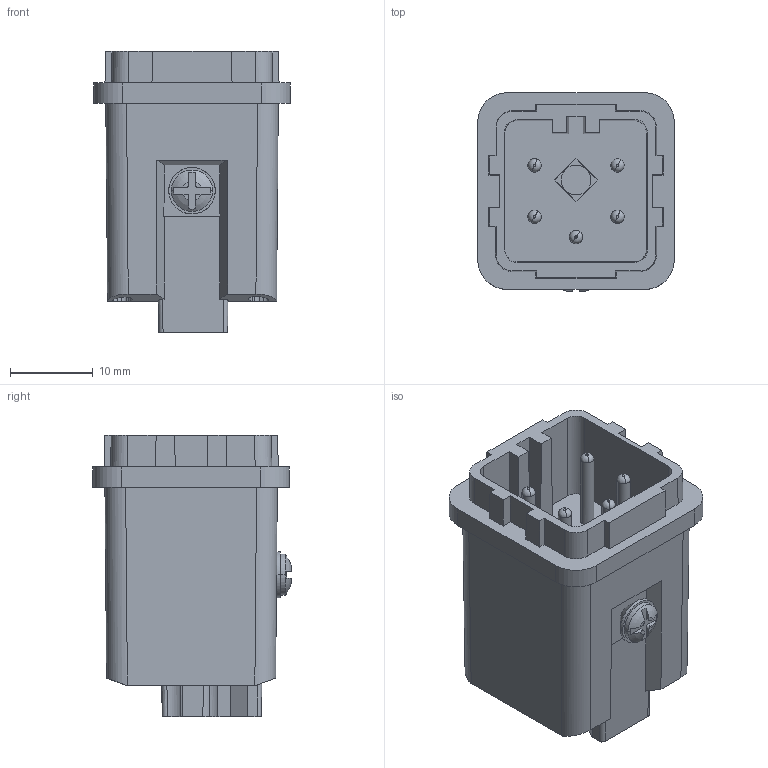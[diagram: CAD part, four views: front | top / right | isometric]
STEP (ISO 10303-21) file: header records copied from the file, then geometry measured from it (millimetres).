
FILE_DESCRIPTION(/* description */ ('Alibre Inc.'),/* implementation_level */ '2;1');
FILE_NAME(/* name */ 'export-F2F28654-E010-4EFF-91E1-D93CB3A0380E',/* time_stamp */ '2023-01-31T11:16:55+01:00',/* author */ (''),/* organization */ (''),/* preprocessor_version */ 'ST-DEVELOPER v17',/* originating_system */ 'Alibre',/* authorisation */ '');
FILE_SCHEMA (('AUTOMOTIVE_DESIGN'));
Length unit declared in the file: millimetre
Products named in the file (2): HC_A04_I_PT_M-select
Bounding box: 23.7 x 23.9 x 33.9 mm (x, y, z)
Volume: 9165.7 mm3; surface area: 5440.5 mm2
Topology: 1 solids, 1 shells, 430 faces, 1218 edges, 810 vertices
Faces by surface type: plane 268, cylinder 96, cone 52, torus 10, sphere 2, bspline 2
Entity records: 15339 total; most frequent: CARTESIAN_POINT 4491, ORIENTED_EDGE 2436, DIRECTION 1850, EDGE_CURVE 1218, VERTEX_POINT 810, VECTOR 766, LINE 766, AXIS2_PLACEMENT_3D 681
